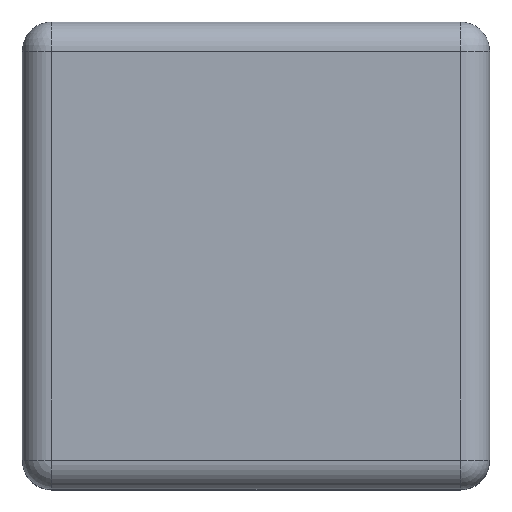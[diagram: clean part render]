
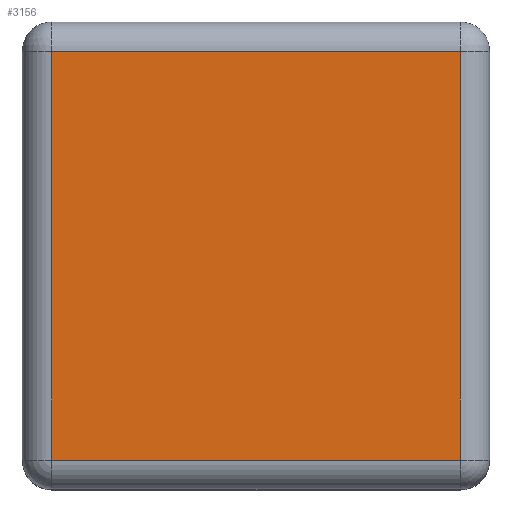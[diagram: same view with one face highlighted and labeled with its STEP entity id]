
A CAD part, top view. The second image highlights one B-rep face of the part: STEP entity #3156.
In plain terms, the highlighted planar face has unit normal (0, 0, 1).
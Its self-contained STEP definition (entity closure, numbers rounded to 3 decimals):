
#392 = CYLINDRICAL_SURFACE('',#393,5.);
#393 = AXIS2_PLACEMENT_3D('',#394,#395,#396);
#394 = CARTESIAN_POINT('',(-23.,1.,126.));
#395 = DIRECTION('',(1.,0.,0.));
#396 = DIRECTION('',(0.,-1.,0.));
#1054 = VERTEX_POINT('',#1055);
#1055 = CARTESIAN_POINT('',(-18.,1.,131.));
#1069 = CYLINDRICAL_SURFACE('',#1070,5.);
#1070 = AXIS2_PLACEMENT_3D('',#1071,#1072,#1073);
#1071 = CARTESIAN_POINT('',(-18.,-4.,126.));
#1072 = DIRECTION('',(0.,1.,0.));
#1073 = DIRECTION('',(-1.,0.,0.));
#1809 = EDGE_CURVE('',#1054,#1810,#1812,.T.);
#1810 = VERTEX_POINT('',#1811);
#1811 = CARTESIAN_POINT('',(52.,1.,131.));
#1812 = SURFACE_CURVE('',#1813,(#1817,#1824),.PCURVE_S1.);
#1813 = LINE('',#1814,#1815);
#1814 = CARTESIAN_POINT('',(-23.,1.,131.));
#1815 = VECTOR('',#1816,1.);
#1816 = DIRECTION('',(1.,0.,0.));
#1817 = PCURVE('',#392,#1818);
#1818 = DEFINITIONAL_REPRESENTATION('',(#1819),#1823);
#1819 = LINE('',#1820,#1821);
#1820 = CARTESIAN_POINT('',(-1.571,0.));
#1821 = VECTOR('',#1822,1.);
#1822 = DIRECTION('',(-0.,1.));
#1823 = ( GEOMETRIC_REPRESENTATION_CONTEXT(2) 
PARAMETRIC_REPRESENTATION_CONTEXT() REPRESENTATION_CONTEXT('2D SPACE',''
  ) );
#1824 = PCURVE('',#1825,#1830);
#1825 = PLANE('',#1826);
#1826 = AXIS2_PLACEMENT_3D('',#1827,#1828,#1829);
#1827 = CARTESIAN_POINT('',(-23.,-4.,131.));
#1828 = DIRECTION('',(0.,0.,1.));
#1829 = DIRECTION('',(1.,0.,0.));
#1830 = DEFINITIONAL_REPRESENTATION('',(#1831),#1835);
#1831 = LINE('',#1832,#1833);
#1832 = CARTESIAN_POINT('',(0.,5.));
#1833 = VECTOR('',#1834,1.);
#1834 = DIRECTION('',(1.,0.));
#1835 = ( GEOMETRIC_REPRESENTATION_CONTEXT(2) 
PARAMETRIC_REPRESENTATION_CONTEXT() REPRESENTATION_CONTEXT('2D SPACE',''
  ) );
#2120 = CYLINDRICAL_SURFACE('',#2121,5.);
#2121 = AXIS2_PLACEMENT_3D('',#2122,#2123,#2124);
#2122 = CARTESIAN_POINT('',(-23.,71.,126.));
#2123 = DIRECTION('',(1.,0.,0.));
#2124 = DIRECTION('',(0.,1.,0.));
#2295 = CYLINDRICAL_SURFACE('',#2296,5.);
#2296 = AXIS2_PLACEMENT_3D('',#2297,#2298,#2299);
#2297 = CARTESIAN_POINT('',(52.,-4.,126.));
#2298 = DIRECTION('',(0.,1.,0.));
#2299 = DIRECTION('',(1.,0.,0.));
#2957 = EDGE_CURVE('',#1054,#2958,#2960,.T.);
#2958 = VERTEX_POINT('',#2959);
#2959 = CARTESIAN_POINT('',(-18.,71.,131.));
#2960 = SURFACE_CURVE('',#2961,(#2965,#2972),.PCURVE_S1.);
#2961 = LINE('',#2962,#2963);
#2962 = CARTESIAN_POINT('',(-18.,-4.,131.));
#2963 = VECTOR('',#2964,1.);
#2964 = DIRECTION('',(0.,1.,0.));
#2965 = PCURVE('',#1069,#2966);
#2966 = DEFINITIONAL_REPRESENTATION('',(#2967),#2971);
#2967 = LINE('',#2968,#2969);
#2968 = CARTESIAN_POINT('',(1.571,0.));
#2969 = VECTOR('',#2970,1.);
#2970 = DIRECTION('',(0.,1.));
#2971 = ( GEOMETRIC_REPRESENTATION_CONTEXT(2) 
PARAMETRIC_REPRESENTATION_CONTEXT() REPRESENTATION_CONTEXT('2D SPACE',''
  ) );
#2972 = PCURVE('',#1825,#2973);
#2973 = DEFINITIONAL_REPRESENTATION('',(#2974),#2978);
#2974 = LINE('',#2975,#2976);
#2975 = CARTESIAN_POINT('',(5.,0.));
#2976 = VECTOR('',#2977,1.);
#2977 = DIRECTION('',(0.,1.));
#2978 = ( GEOMETRIC_REPRESENTATION_CONTEXT(2) 
PARAMETRIC_REPRESENTATION_CONTEXT() REPRESENTATION_CONTEXT('2D SPACE',''
  ) );
#3156 = ADVANCED_FACE('',(#3157),#1825,.T.);
#3157 = FACE_BOUND('',#3158,.T.);
#3158 = EDGE_LOOP('',(#3159,#3160,#3161,#3184));
#3159 = ORIENTED_EDGE('',*,*,#2957,.F.);
#3160 = ORIENTED_EDGE('',*,*,#1809,.T.);
#3161 = ORIENTED_EDGE('',*,*,#3162,.T.);
#3162 = EDGE_CURVE('',#1810,#3163,#3165,.T.);
#3163 = VERTEX_POINT('',#3164);
#3164 = CARTESIAN_POINT('',(52.,71.,131.));
#3165 = SURFACE_CURVE('',#3166,(#3170,#3177),.PCURVE_S1.);
#3166 = LINE('',#3167,#3168);
#3167 = CARTESIAN_POINT('',(52.,-4.,131.));
#3168 = VECTOR('',#3169,1.);
#3169 = DIRECTION('',(0.,1.,0.));
#3170 = PCURVE('',#1825,#3171);
#3171 = DEFINITIONAL_REPRESENTATION('',(#3172),#3176);
#3172 = LINE('',#3173,#3174);
#3173 = CARTESIAN_POINT('',(75.,0.));
#3174 = VECTOR('',#3175,1.);
#3175 = DIRECTION('',(0.,1.));
#3176 = ( GEOMETRIC_REPRESENTATION_CONTEXT(2) 
PARAMETRIC_REPRESENTATION_CONTEXT() REPRESENTATION_CONTEXT('2D SPACE',''
  ) );
#3177 = PCURVE('',#2295,#3178);
#3178 = DEFINITIONAL_REPRESENTATION('',(#3179),#3183);
#3179 = LINE('',#3180,#3181);
#3180 = CARTESIAN_POINT('',(-1.571,0.));
#3181 = VECTOR('',#3182,1.);
#3182 = DIRECTION('',(-0.,1.));
#3183 = ( GEOMETRIC_REPRESENTATION_CONTEXT(2) 
PARAMETRIC_REPRESENTATION_CONTEXT() REPRESENTATION_CONTEXT('2D SPACE',''
  ) );
#3184 = ORIENTED_EDGE('',*,*,#3185,.F.);
#3185 = EDGE_CURVE('',#2958,#3163,#3186,.T.);
#3186 = SURFACE_CURVE('',#3187,(#3191,#3198),.PCURVE_S1.);
#3187 = LINE('',#3188,#3189);
#3188 = CARTESIAN_POINT('',(-23.,71.,131.));
#3189 = VECTOR('',#3190,1.);
#3190 = DIRECTION('',(1.,0.,0.));
#3191 = PCURVE('',#1825,#3192);
#3192 = DEFINITIONAL_REPRESENTATION('',(#3193),#3197);
#3193 = LINE('',#3194,#3195);
#3194 = CARTESIAN_POINT('',(0.,75.));
#3195 = VECTOR('',#3196,1.);
#3196 = DIRECTION('',(1.,0.));
#3197 = ( GEOMETRIC_REPRESENTATION_CONTEXT(2) 
PARAMETRIC_REPRESENTATION_CONTEXT() REPRESENTATION_CONTEXT('2D SPACE',''
  ) );
#3198 = PCURVE('',#2120,#3199);
#3199 = DEFINITIONAL_REPRESENTATION('',(#3200),#3204);
#3200 = LINE('',#3201,#3202);
#3201 = CARTESIAN_POINT('',(1.571,0.));
#3202 = VECTOR('',#3203,1.);
#3203 = DIRECTION('',(0.,1.));
#3204 = ( GEOMETRIC_REPRESENTATION_CONTEXT(2) 
PARAMETRIC_REPRESENTATION_CONTEXT() REPRESENTATION_CONTEXT('2D SPACE',''
  ) );
